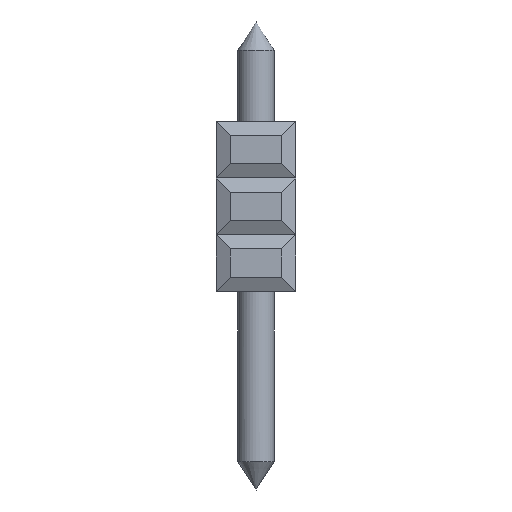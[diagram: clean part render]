
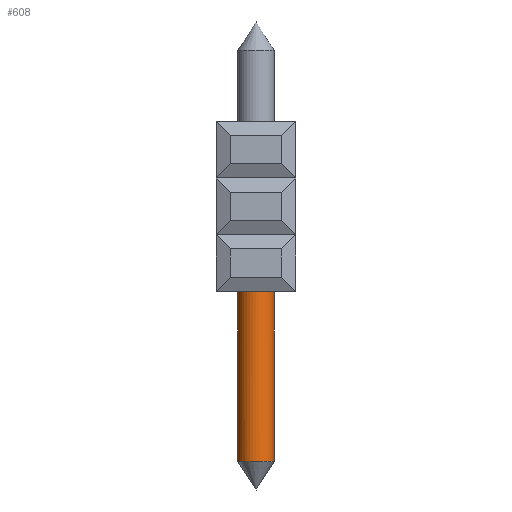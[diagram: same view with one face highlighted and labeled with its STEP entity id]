
A CAD part, left-side view. The second image highlights one B-rep face of the part: STEP entity #608.
In plain terms, the highlighted cylindrical face has radius 0.65 mm (diameter 1.3 mm), a full revolution.
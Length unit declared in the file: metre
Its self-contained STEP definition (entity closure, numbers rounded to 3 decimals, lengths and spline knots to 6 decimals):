
#608=ADVANCED_FACE('',(#1543,#1544),#1545,.T.);
#1543=FACE_OUTER_BOUND('',#2896,.T.);
#1544=FACE_OUTER_BOUND('',#2897,.T.);
#1545=CYLINDRICAL_SURFACE('',#2898,0.00065);
#2896=EDGE_LOOP('',(#4697));
#2897=EDGE_LOOP('',(#4698));
#2898=AXIS2_PLACEMENT_3D('',#4699,#4700,#4701);
#4697=ORIENTED_EDGE('',*,*,#7862,.F.);
#4698=ORIENTED_EDGE('',*,*,#7673,.F.);
#4699=CARTESIAN_POINT('',(0.07565,-0.03326,-0.0015));
#4700=DIRECTION('',(0.0,0.,-1.0));
#4701=DIRECTION('',(-1.0,0.0,0.0));
#7673=EDGE_CURVE('',#9171,#9171,#9172,.T.);
#7862=EDGE_CURVE('',#9440,#9440,#9441,.T.);
#9171=VERTEX_POINT('',#11222);
#9172=CIRCLE('',#11223,0.00065);
#9440=VERTEX_POINT('',#11622);
#9441=CIRCLE('',#11623,0.00065);
#11222=CARTESIAN_POINT('',(0.07565,-0.03391,-0.0058));
#11223=AXIS2_PLACEMENT_3D('',#13690,#13691,#13692);
#11622=CARTESIAN_POINT('',(0.07604,-0.03274,-0.012));
#11623=AXIS2_PLACEMENT_3D('',#13842,#13843,#13844);
#13690=CARTESIAN_POINT('',(0.07565,-0.03326,-0.0058));
#13691=DIRECTION('',(0.0,0.,1.0));
#13692=DIRECTION('',(0.0,-1.0,0.));
#13842=CARTESIAN_POINT('',(0.07565,-0.03326,-0.012));
#13843=DIRECTION('',(0.,0.,-1.0));
#13844=DIRECTION('',(0.6,0.8,0.));
